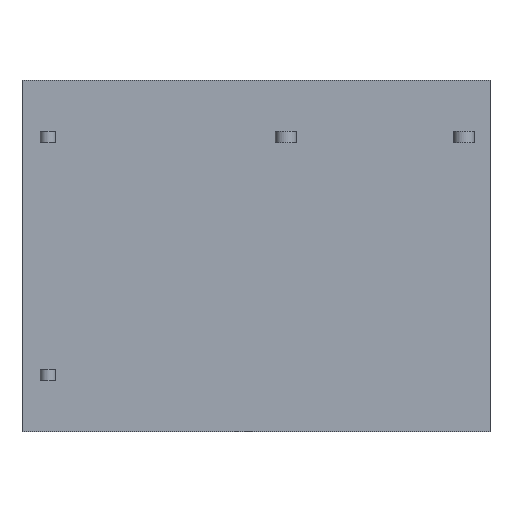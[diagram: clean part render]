
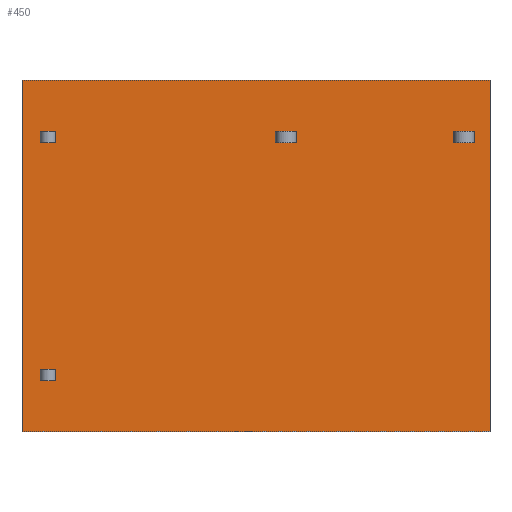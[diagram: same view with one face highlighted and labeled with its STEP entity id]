
A CAD part, front view. The second image highlights one B-rep face of the part: STEP entity #450.
In plain terms, the highlighted planar face has unit normal (0, -1, 0).
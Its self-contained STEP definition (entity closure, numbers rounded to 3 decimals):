
#40=FACE_OUTER_BOUND('',#70,.T.);
#70=EDGE_LOOP('',(#319,#320,#321,#322));
#95=LINE('',#665,#147);
#99=LINE('',#673,#151);
#102=LINE('',#679,#154);
#105=LINE('',#684,#157);
#147=VECTOR('',#535,10.);
#151=VECTOR('',#541,10.);
#154=VECTOR('',#546,10.);
#157=VECTOR('',#551,10.);
#199=VERTEX_POINT('',#663);
#200=VERTEX_POINT('',#664);
#203=VERTEX_POINT('',#672);
#205=VERTEX_POINT('',#678);
#239=EDGE_CURVE('',#199,#200,#95,.T.);
#243=EDGE_CURVE('',#200,#203,#99,.T.);
#246=EDGE_CURVE('',#203,#205,#102,.T.);
#249=EDGE_CURVE('',#205,#199,#105,.T.);
#319=ORIENTED_EDGE('',*,*,#249,.T.);
#320=ORIENTED_EDGE('',*,*,#239,.T.);
#321=ORIENTED_EDGE('',*,*,#243,.T.);
#322=ORIENTED_EDGE('',*,*,#246,.T.);
#424=PLANE('',#498);
#450=ADVANCED_FACE('',(#40),#424,.F.);
#498=AXIS2_PLACEMENT_3D('',#687,#555,#556);
#535=DIRECTION('',(0.,0.,1.));
#541=DIRECTION('',(-1.,0.,0.));
#546=DIRECTION('',(0.,0.,-1.));
#551=DIRECTION('',(1.,0.,0.));
#555=DIRECTION('center_axis',(0.,1.,0.));
#556=DIRECTION('ref_axis',(1.,0.,0.));
#663=CARTESIAN_POINT('',(8.73,0.,-7.5));
#664=CARTESIAN_POINT('',(8.73,0.,7.5));
#665=CARTESIAN_POINT('',(8.73,0.,-7.5));
#672=CARTESIAN_POINT('',(-11.27,0.,7.5));
#673=CARTESIAN_POINT('',(8.73,0.,7.5));
#678=CARTESIAN_POINT('',(-11.27,0.,-7.5));
#679=CARTESIAN_POINT('',(-11.27,0.,7.5));
#684=CARTESIAN_POINT('',(-11.27,0.,-7.5));
#687=CARTESIAN_POINT('Origin',(-1.27,0.,0.));
